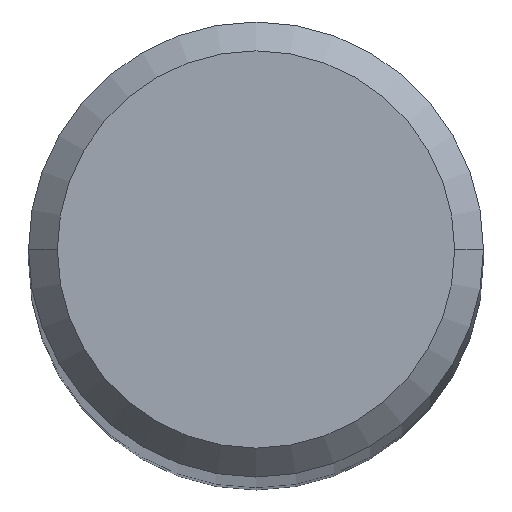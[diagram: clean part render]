
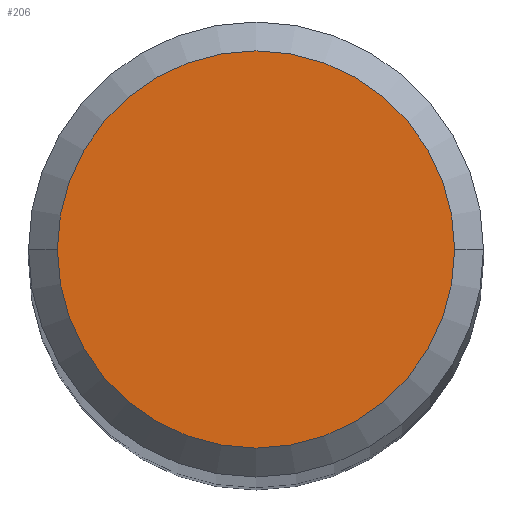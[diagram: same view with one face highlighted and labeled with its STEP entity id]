
A CAD part, top view. The second image highlights one B-rep face of the part: STEP entity #206.
In plain terms, the highlighted planar face has unit normal (0, 0, 1).
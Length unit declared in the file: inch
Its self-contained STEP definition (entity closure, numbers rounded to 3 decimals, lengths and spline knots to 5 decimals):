
#11 = ORIENTED_EDGE ( 'NONE', *, *, #90, .T. ) ;
#39 = CARTESIAN_POINT ( 'NONE',  ( 0.10311, 0., 3.93701 ) ) ;
#48 = VERTEX_POINT ( 'NONE', #39 ) ;
#72 = AXIS2_PLACEMENT_3D ( 'NONE', #220, #105, #174 ) ;
#90 = EDGE_CURVE ( 'NONE', #93, #48, #111, .T. ) ;
#93 = VERTEX_POINT ( 'NONE', #265 ) ;
#99 = DIRECTION ( 'NONE',  ( 1., 0., 0. ) ) ;
#105 = DIRECTION ( 'NONE',  ( 0., 0., 1. ) ) ;
#106 = DIRECTION ( 'NONE',  ( 0., 0., 1. ) ) ;
#111 = CIRCLE ( 'NONE', #72, 0.10311 ) ;
#120 = DIRECTION ( 'NONE',  ( 0., 0., 1. ) ) ;
#137 = ORIENTED_EDGE ( 'NONE', *, *, #148, .T. ) ;
#148 = EDGE_CURVE ( 'NONE', #48, #93, #214, .T. ) ;
#150 = CARTESIAN_POINT ( 'NONE',  ( 0., 0., 3.93701 ) ) ;
#167 = CARTESIAN_POINT ( 'NONE',  ( 0., 0., 3.93701 ) ) ;
#174 = DIRECTION ( 'NONE',  ( 1., 0., 0. ) ) ;
#176 = FACE_OUTER_BOUND ( 'NONE', #277, .T. ) ;
#201 = AXIS2_PLACEMENT_3D ( 'NONE', #167, #120, #99 ) ;
#206 = ADVANCED_FACE ( 'NONE', ( #176 ), #244, .T. ) ;
#214 = CIRCLE ( 'NONE', #201, 0.10311 ) ;
#220 = CARTESIAN_POINT ( 'NONE',  ( 0., 0., 3.93701 ) ) ;
#244 = PLANE ( 'NONE',  #298 ) ;
#265 = CARTESIAN_POINT ( 'NONE',  ( -0.10311, 0., 3.93701 ) ) ;
#277 = EDGE_LOOP ( 'NONE', ( #11, #137 ) ) ;
#286 = DIRECTION ( 'NONE',  ( 1., 0., 0. ) ) ;
#298 = AXIS2_PLACEMENT_3D ( 'NONE', #150, #106, #286 ) ;
